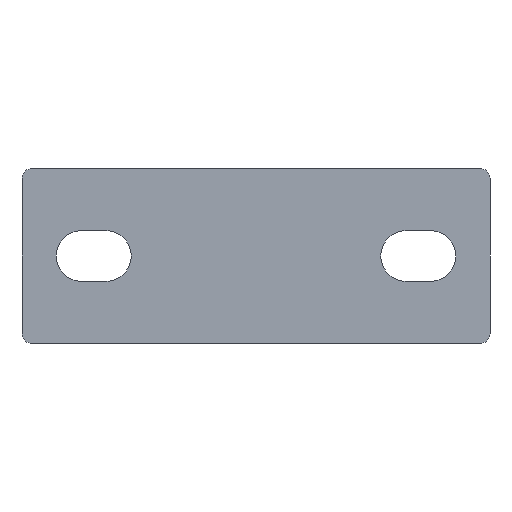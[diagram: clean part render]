
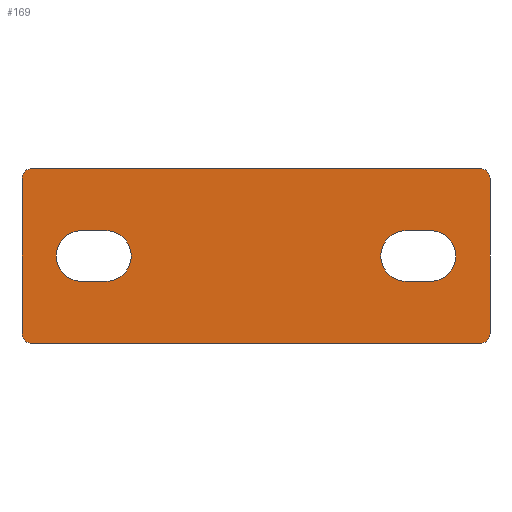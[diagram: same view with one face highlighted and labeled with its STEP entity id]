
A CAD part, front view. The second image highlights one B-rep face of the part: STEP entity #169.
In plain terms, the highlighted planar face has unit normal (0, -1, 0).
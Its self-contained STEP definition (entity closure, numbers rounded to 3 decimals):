
#14 = DIRECTION ( 'NONE',  ( 0., 1., 0. ) ) ;
#42 = AXIS2_PLACEMENT_3D ( 'NONE', #9155, #8298, #6909 ) ;
#49 = ORIENTED_EDGE ( 'NONE', *, *, #1246, .F. ) ;
#53 = CARTESIAN_POINT ( 'NONE',  ( -22.797, -16.732, -8.89 ) ) ;
#107 = EDGE_CURVE ( 'NONE', #654, #8829, #4308, .T. ) ;
#169 = ADVANCED_FACE ( 'NONE', ( #4871, #2226, #9173 ), #2183, .T. ) ;
#180 = LINE ( 'NONE', #1592, #7236 ) ;
#314 = EDGE_CURVE ( 'NONE', #4134, #7397, #633, .T. ) ;
#340 = ORIENTED_EDGE ( 'NONE', *, *, #8357, .T. ) ;
#386 = DIRECTION ( 'NONE',  ( 0., 0., -1. ) ) ;
#633 = CIRCLE ( 'NONE', #8507, 1.016 ) ;
#637 = VERTEX_POINT ( 'NONE', #6426 ) ;
#654 = VERTEX_POINT ( 'NONE', #53 ) ;
#678 = ORIENTED_EDGE ( 'NONE', *, *, #314, .F. ) ;
#710 = DIRECTION ( 'NONE',  ( -1., 0., 0. ) ) ;
#771 = ORIENTED_EDGE ( 'NONE', *, *, #107, .T. ) ;
#858 = CARTESIAN_POINT ( 'NONE',  ( 23.813, -16.732, -2.578 ) ) ;
#863 = EDGE_LOOP ( 'NONE', ( #1465, #9078, #6274, #8301 ) ) ;
#879 = LINE ( 'NONE', #4553, #8035 ) ;
#904 = DIRECTION ( 'NONE',  ( -1., 0., 0. ) ) ;
#922 = DIRECTION ( 'NONE',  ( 1., 0., 0. ) ) ;
#933 = CIRCLE ( 'NONE', #42, 2.578 ) ;
#1000 = CARTESIAN_POINT ( 'NONE',  ( -17.742, -16.732, 0. ) ) ;
#1246 = EDGE_CURVE ( 'NONE', #2096, #2926, #7901, .T. ) ;
#1423 = CARTESIAN_POINT ( 'NONE',  ( -22.797, -16.732, 7.874 ) ) ;
#1442 = EDGE_CURVE ( 'NONE', #6568, #8319, #6265, .T. ) ;
#1444 = DIRECTION ( 'NONE',  ( 0., 1., 0. ) ) ;
#1465 = ORIENTED_EDGE ( 'NONE', *, *, #3497, .T. ) ;
#1592 = CARTESIAN_POINT ( 'NONE',  ( 23.813, -16.732, 8.89 ) ) ;
#1623 = CARTESIAN_POINT ( 'NONE',  ( 23.813, -16.732, 2.578 ) ) ;
#1666 = LINE ( 'NONE', #1623, #7732 ) ;
#1683 = DIRECTION ( 'NONE',  ( -1., 0., 0. ) ) ;
#1704 = VECTOR ( 'NONE', #6355, 1000. ) ;
#1837 = AXIS2_PLACEMENT_3D ( 'NONE', #5554, #2030, #1893 ) ;
#1893 = DIRECTION ( 'NONE',  ( 0., 0., 1. ) ) ;
#1929 = EDGE_LOOP ( 'NONE', ( #6593, #3526, #771, #4152, #340, #49, #2850, #678 ) ) ;
#2013 = DIRECTION ( 'NONE',  ( 0., 0., 1. ) ) ;
#2030 = DIRECTION ( 'NONE',  ( 0., 1., 0. ) ) ;
#2096 = VERTEX_POINT ( 'NONE', #6408 ) ;
#2102 = ORIENTED_EDGE ( 'NONE', *, *, #5696, .T. ) ;
#2139 = CARTESIAN_POINT ( 'NONE',  ( 23.813, -16.732, 0. ) ) ;
#2183 = PLANE ( 'NONE',  #3040 ) ;
#2226 = FACE_BOUND ( 'NONE', #863, .T. ) ;
#2299 = CARTESIAN_POINT ( 'NONE',  ( -22.797, -16.732, 8.89 ) ) ;
#2347 = EDGE_LOOP ( 'NONE', ( #2593, #4256, #3965, #5573, #2102 ) ) ;
#2377 = CARTESIAN_POINT ( 'NONE',  ( -23.813, -16.732, -7.874 ) ) ;
#2402 = DIRECTION ( 'NONE',  ( -1., 0., 0. ) ) ;
#2439 = EDGE_CURVE ( 'NONE', #654, #3233, #2723, .T. ) ;
#2589 = DIRECTION ( 'NONE',  ( 0., 1., 0. ) ) ;
#2593 = ORIENTED_EDGE ( 'NONE', *, *, #5205, .T. ) ;
#2712 = CARTESIAN_POINT ( 'NONE',  ( 23.813, -16.732, 7.874 ) ) ;
#2723 = CIRCLE ( 'NONE', #1837, 1.016 ) ;
#2732 = CARTESIAN_POINT ( 'NONE',  ( -17.742, -16.732, -2.578 ) ) ;
#2788 = EDGE_CURVE ( 'NONE', #4134, #3233, #4609, .T. ) ;
#2793 = DIRECTION ( 'NONE',  ( 0., 0., -1. ) ) ;
#2850 = ORIENTED_EDGE ( 'NONE', *, *, #9058, .T. ) ;
#2867 = DIRECTION ( 'NONE',  ( 0., 0., -1. ) ) ;
#2926 = VERTEX_POINT ( 'NONE', #2712 ) ;
#2973 = CARTESIAN_POINT ( 'NONE',  ( 23.813, -16.732, -8.89 ) ) ;
#2997 = CARTESIAN_POINT ( 'NONE',  ( -23.813, -16.732, 7.874 ) ) ;
#3040 = AXIS2_PLACEMENT_3D ( 'NONE', #2139, #5753, #2793 ) ;
#3092 = VERTEX_POINT ( 'NONE', #8472 ) ;
#3233 = VERTEX_POINT ( 'NONE', #2377 ) ;
#3319 = AXIS2_PLACEMENT_3D ( 'NONE', #6635, #3754, #904 ) ;
#3323 = CIRCLE ( 'NONE', #8978, 2.578 ) ;
#3466 = VECTOR ( 'NONE', #386, 1000. ) ;
#3497 = EDGE_CURVE ( 'NONE', #6488, #9039, #3323, .T. ) ;
#3526 = ORIENTED_EDGE ( 'NONE', *, *, #2439, .F. ) ;
#3632 = DIRECTION ( 'NONE',  ( 0., 1., 0. ) ) ;
#3754 = DIRECTION ( 'NONE',  ( 0., 1., 0. ) ) ;
#3773 = CARTESIAN_POINT ( 'NONE',  ( 17.742, -16.732, -2.578 ) ) ;
#3965 = ORIENTED_EDGE ( 'NONE', *, *, #1442, .T. ) ;
#4085 = CARTESIAN_POINT ( 'NONE',  ( 17.742, -16.732, 0. ) ) ;
#4123 = EDGE_CURVE ( 'NONE', #9039, #3092, #6487, .T. ) ;
#4134 = VERTEX_POINT ( 'NONE', #2997 ) ;
#4152 = ORIENTED_EDGE ( 'NONE', *, *, #8600, .F. ) ;
#4153 = CARTESIAN_POINT ( 'NONE',  ( 15.278, -16.732, 2.578 ) ) ;
#4193 = CARTESIAN_POINT ( 'NONE',  ( -15.278, -16.732, 0. ) ) ;
#4256 = ORIENTED_EDGE ( 'NONE', *, *, #4978, .T. ) ;
#4308 = LINE ( 'NONE', #2973, #1704 ) ;
#4489 = DIRECTION ( 'NONE',  ( 1., 0., 0. ) ) ;
#4553 = CARTESIAN_POINT ( 'NONE',  ( 23.813, -16.732, 2.578 ) ) ;
#4609 = LINE ( 'NONE', #7493, #3466 ) ;
#4610 = DIRECTION ( 'NONE',  ( -1., 0., 0. ) ) ;
#4684 = CARTESIAN_POINT ( 'NONE',  ( -15.278, -16.732, -2.578 ) ) ;
#4709 = CIRCLE ( 'NONE', #7522, 1.016 ) ;
#4871 = FACE_BOUND ( 'NONE', #2347, .T. ) ;
#4978 = EDGE_CURVE ( 'NONE', #9186, #6568, #7230, .T. ) ;
#5181 = DIRECTION ( 'NONE',  ( -1., 0., 0. ) ) ;
#5205 = EDGE_CURVE ( 'NONE', #6975, #9186, #6114, .T. ) ;
#5367 = VECTOR ( 'NONE', #5181, 1000. ) ;
#5554 = CARTESIAN_POINT ( 'NONE',  ( -22.797, -16.732, -7.874 ) ) ;
#5573 = ORIENTED_EDGE ( 'NONE', *, *, #8623, .T. ) ;
#5696 = EDGE_CURVE ( 'NONE', #8850, #6975, #879, .T. ) ;
#5753 = DIRECTION ( 'NONE',  ( 0., -1., 0. ) ) ;
#5797 = CARTESIAN_POINT ( 'NONE',  ( 22.797, -16.732, -7.874 ) ) ;
#6110 = EDGE_CURVE ( 'NONE', #6620, #6488, #1666, .T. ) ;
#6114 = CIRCLE ( 'NONE', #7745, 2.578 ) ;
#6265 = CIRCLE ( 'NONE', #7016, 2.578 ) ;
#6274 = ORIENTED_EDGE ( 'NONE', *, *, #7312, .T. ) ;
#6355 = DIRECTION ( 'NONE',  ( 1., 0., 0. ) ) ;
#6408 = CARTESIAN_POINT ( 'NONE',  ( 22.797, -16.732, 8.89 ) ) ;
#6426 = CARTESIAN_POINT ( 'NONE',  ( 23.813, -16.732, -7.874 ) ) ;
#6487 = LINE ( 'NONE', #7923, #7595 ) ;
#6488 = VERTEX_POINT ( 'NONE', #7044 ) ;
#6556 = DIRECTION ( 'NONE',  ( 1., 0., 0. ) ) ;
#6568 = VERTEX_POINT ( 'NONE', #2732 ) ;
#6593 = ORIENTED_EDGE ( 'NONE', *, *, #2788, .T. ) ;
#6620 = VERTEX_POINT ( 'NONE', #4153 ) ;
#6635 = CARTESIAN_POINT ( 'NONE',  ( 22.797, -16.732, 7.874 ) ) ;
#6845 = LINE ( 'NONE', #7571, #8882 ) ;
#6909 = DIRECTION ( 'NONE',  ( 0., 0., -1. ) ) ;
#6923 = CARTESIAN_POINT ( 'NONE',  ( -17.742, -16.732, 2.578 ) ) ;
#6975 = VERTEX_POINT ( 'NONE', #7735 ) ;
#7016 = AXIS2_PLACEMENT_3D ( 'NONE', #1000, #2589, #2402 ) ;
#7044 = CARTESIAN_POINT ( 'NONE',  ( 17.742, -16.732, 2.578 ) ) ;
#7230 = LINE ( 'NONE', #858, #5367 ) ;
#7236 = VECTOR ( 'NONE', #1683, 1000. ) ;
#7248 = DIRECTION ( 'NONE',  ( 0., 1., 0. ) ) ;
#7312 = EDGE_CURVE ( 'NONE', #3092, #6620, #933, .T. ) ;
#7341 = DIRECTION ( 'NONE',  ( -1., 0., 0. ) ) ;
#7397 = VERTEX_POINT ( 'NONE', #2299 ) ;
#7493 = CARTESIAN_POINT ( 'NONE',  ( -23.813, -16.732, 0. ) ) ;
#7522 = AXIS2_PLACEMENT_3D ( 'NONE', #5797, #7248, #922 ) ;
#7571 = CARTESIAN_POINT ( 'NONE',  ( 23.813, -16.732, 0. ) ) ;
#7595 = VECTOR ( 'NONE', #4610, 1000. ) ;
#7732 = VECTOR ( 'NONE', #4489, 1000. ) ;
#7735 = CARTESIAN_POINT ( 'NONE',  ( -15.278, -16.732, 2.578 ) ) ;
#7745 = AXIS2_PLACEMENT_3D ( 'NONE', #4193, #7863, #710 ) ;
#7863 = DIRECTION ( 'NONE',  ( 0., 1., 0. ) ) ;
#7901 = CIRCLE ( 'NONE', #3319, 1.016 ) ;
#7923 = CARTESIAN_POINT ( 'NONE',  ( 23.813, -16.732, -2.578 ) ) ;
#7947 = CARTESIAN_POINT ( 'NONE',  ( -17.742, -16.732, 0. ) ) ;
#8035 = VECTOR ( 'NONE', #6556, 1000. ) ;
#8129 = AXIS2_PLACEMENT_3D ( 'NONE', #7947, #3632, #7341 ) ;
#8144 = CARTESIAN_POINT ( 'NONE',  ( -20.32, -16.732, 0. ) ) ;
#8298 = DIRECTION ( 'NONE',  ( 0., 1., 0. ) ) ;
#8301 = ORIENTED_EDGE ( 'NONE', *, *, #6110, .T. ) ;
#8319 = VERTEX_POINT ( 'NONE', #8144 ) ;
#8357 = EDGE_CURVE ( 'NONE', #637, #2926, #6845, .T. ) ;
#8472 = CARTESIAN_POINT ( 'NONE',  ( 15.278, -16.732, -2.578 ) ) ;
#8507 = AXIS2_PLACEMENT_3D ( 'NONE', #1423, #14, #2867 ) ;
#8552 = DIRECTION ( 'NONE',  ( 0., 0., -1. ) ) ;
#8600 = EDGE_CURVE ( 'NONE', #637, #8829, #4709, .T. ) ;
#8623 = EDGE_CURVE ( 'NONE', #8319, #8850, #9185, .T. ) ;
#8829 = VERTEX_POINT ( 'NONE', #9081 ) ;
#8850 = VERTEX_POINT ( 'NONE', #6923 ) ;
#8882 = VECTOR ( 'NONE', #2013, 1000. ) ;
#8978 = AXIS2_PLACEMENT_3D ( 'NONE', #4085, #1444, #8552 ) ;
#9039 = VERTEX_POINT ( 'NONE', #3773 ) ;
#9058 = EDGE_CURVE ( 'NONE', #2096, #7397, #180, .T. ) ;
#9078 = ORIENTED_EDGE ( 'NONE', *, *, #4123, .T. ) ;
#9081 = CARTESIAN_POINT ( 'NONE',  ( 22.797, -16.732, -8.89 ) ) ;
#9155 = CARTESIAN_POINT ( 'NONE',  ( 15.278, -16.732, 0. ) ) ;
#9173 = FACE_OUTER_BOUND ( 'NONE', #1929, .T. ) ;
#9185 = CIRCLE ( 'NONE', #8129, 2.578 ) ;
#9186 = VERTEX_POINT ( 'NONE', #4684 ) ;
